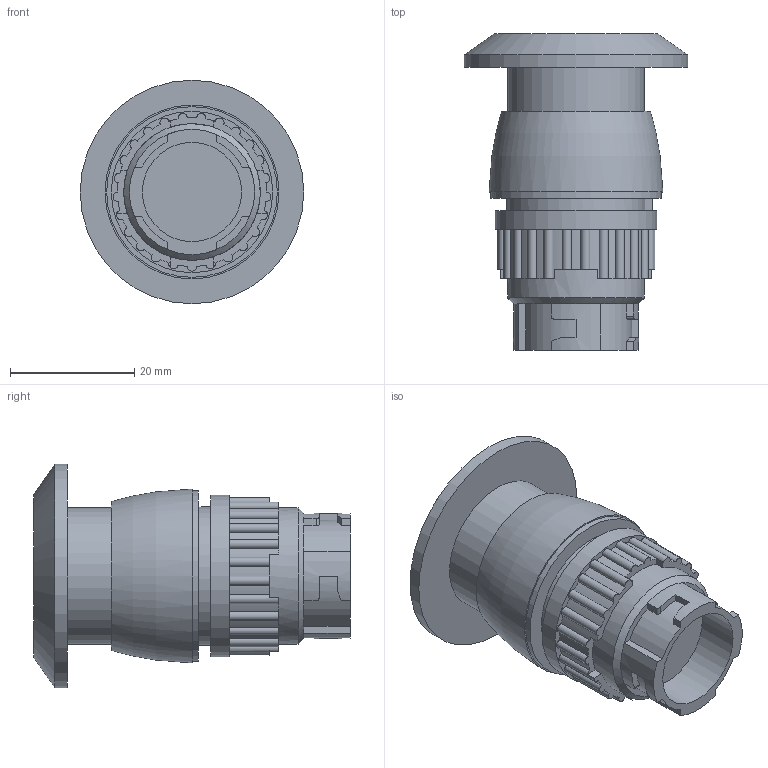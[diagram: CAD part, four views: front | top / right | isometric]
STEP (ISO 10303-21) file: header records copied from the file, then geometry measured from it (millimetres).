
FILE_DESCRIPTION(/* description */ ('STEP AP214'),/* implementation_level */ '2;1');
FILE_NAME(/* name */ '9293_P-22-SW',/* time_stamp */ '2024-09-11T11:41:58+02:00',/* author */ ('License CC BY-ND 4.0'),/* organization */ ('CADENAS'),/* preprocessor_version */ 'ST-DEVELOPER v19.3',/* originating_system */ 'PARTsolutions',/* authorisation */ ' ');
FILE_SCHEMA (('AUTOMOTIVE_DESIGN {1 0 10303 214 3 1 1}'));
Length unit declared in the file: millimetre
Products named in the file (1): 9293 P-22-SW---(0)
Bounding box: 36 x 51 x 36 mm (x, y, z)
Volume: 23484.5 mm3; surface area: 6970.6 mm2
Topology: 1 solids, 1 shells, 134 faces, 368 edges, 241 vertices
Faces by surface type: cylinder 69, plane 61, cone 3, torus 1
Full cylindrical faces by diameter (mm): 16 x1, 22 x2, 22.3 x1, 26 x1, 27.5 x1, 36 x1
Entity records: 4278 total; most frequent: DIRECTION 794, CARTESIAN_POINT 749, ORIENTED_EDGE 706, EDGE_CURVE 353, AXIS2_PLACEMENT_3D 314, VERTEX_POINT 237, CIRCLE 171, LINE 166
